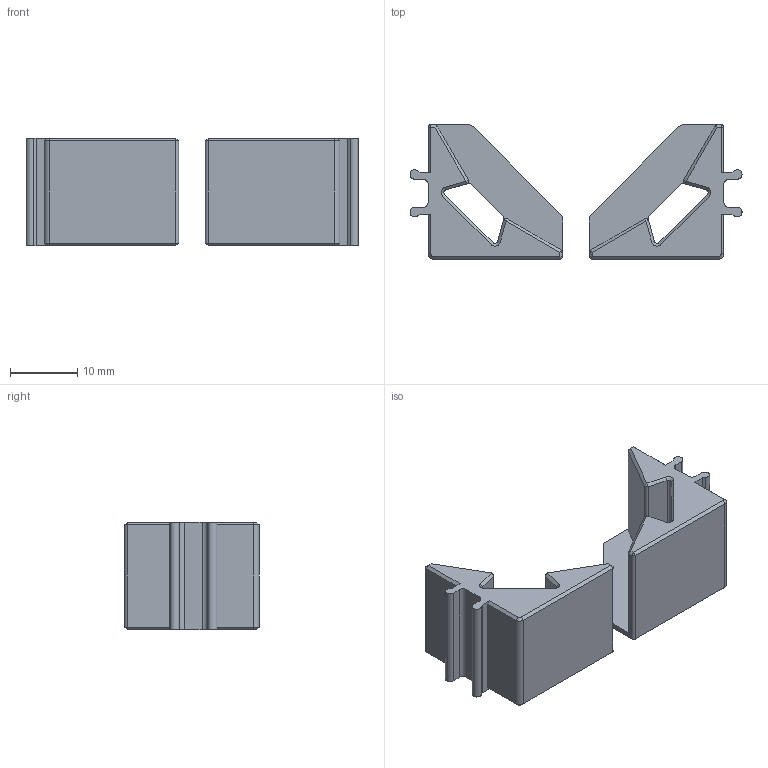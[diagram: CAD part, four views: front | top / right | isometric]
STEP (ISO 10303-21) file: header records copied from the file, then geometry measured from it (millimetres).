
FILE_DESCRIPTION(/* description */ (''),/* implementation_level */ '2;1');
FILE_NAME(/* name */ 'LED_strip_mount.step',/* time_stamp */ '2022-02-23T19:41:41+01:00',/* author */ (''),/* organization */ (''),/* preprocessor_version */ 'ST-DEVELOPER v18.1',/* originating_system */ 'Autodesk Translation Framework v10.13.0.1454',/* authorisation */ '');
FILE_SCHEMA (('AUTOMOTIVE_DESIGN { 1 0 10303 214 3 1 1 }'));
Length unit declared in the file: millimetre
Products named in the file (1): LED_strip_mount
Bounding box: 49.4 x 20 x 16 mm (x, y, z)
Volume: 5077.7 mm3; surface area: 3967.6 mm2
Topology: 2 solids, 2 shells, 154 faces, 384 edges, 216 vertices
Faces by surface type: plane 84, cone 36, cylinder 34
Entity records: 4376 total; most frequent: DIRECTION 766, CARTESIAN_POINT 739, ORIENTED_EDGE 736, EDGE_CURVE 368, LINE 280, VECTOR 280, AXIS2_PLACEMENT_3D 243, VERTEX_POINT 216
